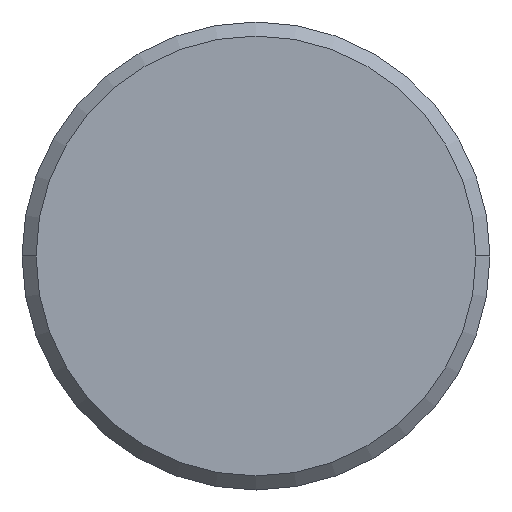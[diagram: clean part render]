
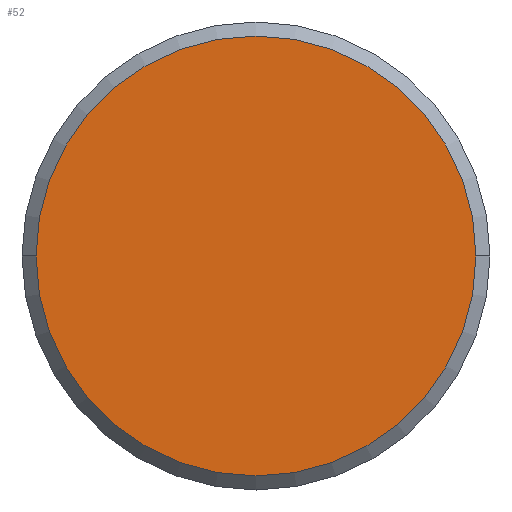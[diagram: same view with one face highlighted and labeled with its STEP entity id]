
A CAD part, left-side view. The second image highlights one B-rep face of the part: STEP entity #52.
In plain terms, the highlighted planar face has unit normal (-1, 0, 0).
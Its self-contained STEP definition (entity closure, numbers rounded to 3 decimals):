
#21 = ORIENTED_EDGE ( 'NONE', *, *, #203, .F. ) ;
#27 = EDGE_LOOP ( 'NONE', ( #21, #250 ) ) ;
#33 = CARTESIAN_POINT ( 'NONE',  ( -49., 0., 0. ) ) ;
#34 = DIRECTION ( 'NONE',  ( 1., 0., 0. ) ) ;
#41 = DIRECTION ( 'NONE',  ( 1., 0., 0. ) ) ;
#50 = FACE_OUTER_BOUND ( 'NONE', #27, .T. ) ;
#52 = ADVANCED_FACE ( 'NONE', ( #50 ), #225, .T. ) ;
#56 = EDGE_CURVE ( 'NONE', #260, #196, #304, .T. ) ;
#63 = CIRCLE ( 'NONE', #161, 4.7 ) ;
#100 = DIRECTION ( 'NONE',  ( 0., -1., 0. ) ) ;
#161 = AXIS2_PLACEMENT_3D ( 'NONE', #183, #41, #211 ) ;
#172 = CARTESIAN_POINT ( 'NONE',  ( -49., 0., 0. ) ) ;
#183 = CARTESIAN_POINT ( 'NONE',  ( -49., 0., 0. ) ) ;
#196 = VERTEX_POINT ( 'NONE', #202 ) ;
#201 = DIRECTION ( 'NONE',  ( 0., 1., 0. ) ) ;
#202 = CARTESIAN_POINT ( 'NONE',  ( -49., 4.7, 0. ) ) ;
#203 = EDGE_CURVE ( 'NONE', #196, #260, #63, .T. ) ;
#211 = DIRECTION ( 'NONE',  ( 0., 1., 0. ) ) ;
#221 = AXIS2_PLACEMENT_3D ( 'NONE', #172, #34, #201 ) ;
#225 = PLANE ( 'NONE',  #289 ) ;
#250 = ORIENTED_EDGE ( 'NONE', *, *, #56, .F. ) ;
#253 = DIRECTION ( 'NONE',  ( -1., 0., 0. ) ) ;
#260 = VERTEX_POINT ( 'NONE', #305 ) ;
#289 = AXIS2_PLACEMENT_3D ( 'NONE', #33, #253, #100 ) ;
#304 = CIRCLE ( 'NONE', #221, 4.7 ) ;
#305 = CARTESIAN_POINT ( 'NONE',  ( -49., -4.7, 0. ) ) ;
